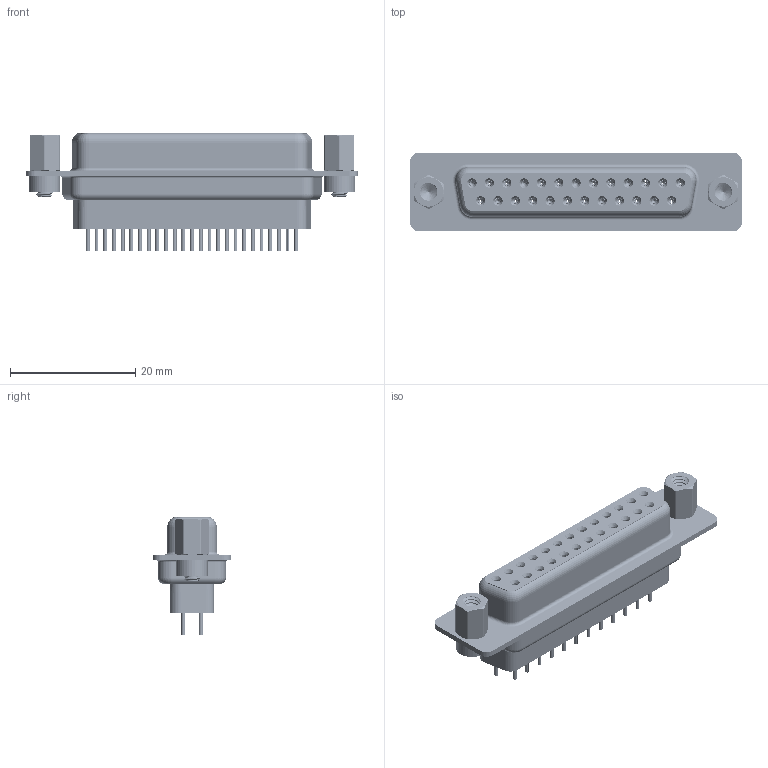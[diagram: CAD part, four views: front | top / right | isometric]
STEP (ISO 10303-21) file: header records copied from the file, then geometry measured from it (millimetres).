
FILE_DESCRIPTION (( 'STEP AP203' ), '1' );
FILE_NAME ('628-025-228-243.STEP', '2020-07-20T23:53:37', ( '' ), ( '' ), 'SwSTEP 2.0', 'SolidWorks 2020', '' );
FILE_SCHEMA (( 'CONFIG_CONTROL_DESIGN' ));
Length unit declared in the file: millimetre
Products named in the file (8): 628 Shell Rear_25 Contacts; 628 Contact Row 2_28L; 628 Housing_25 FF; 628-025-228-243; 628 Shell Front_25 Contacts; 628 4-40 Hex Standoff; 628 4-40 Threaded Rivet; 628 Contact Row 1_28L
Assembly tree (32 placements, depth 2):
  628-025-228-243
    628 Housing_25 FF
    628 Shell Front_25 Contacts
    628 Shell Rear_25 Contacts
    628 Contact Row 1_28L  x13
    628 Contact Row 2_28L  x12
    628 4-40 Threaded Rivet  x2
    628 4-40 Hex Standoff  x2
Bounding box: 53 x 12.6 x 18.8 mm (x, y, z)
Volume: 4629.8 mm3; surface area: 10940.3 mm2
Topology: 33 solids, 33 shells, 3637 faces, 9296 edges, 5786 vertices
Faces by surface type: cylinder 1087, plane 870, torus 707, bspline 518, cone 455
Entity records: 34475 total; most frequent: CARTESIAN_POINT 11151, DIRECTION 4754, ORIENTED_EDGE 4456, EDGE_CURVE 2228, AXIS2_PLACEMENT_3D 1985, VERTEX_POINT 1413, EDGE_LOOP 1117, CIRCLE 1082
